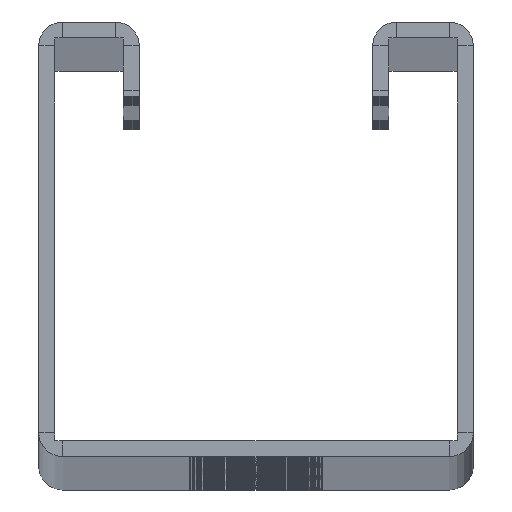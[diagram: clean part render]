
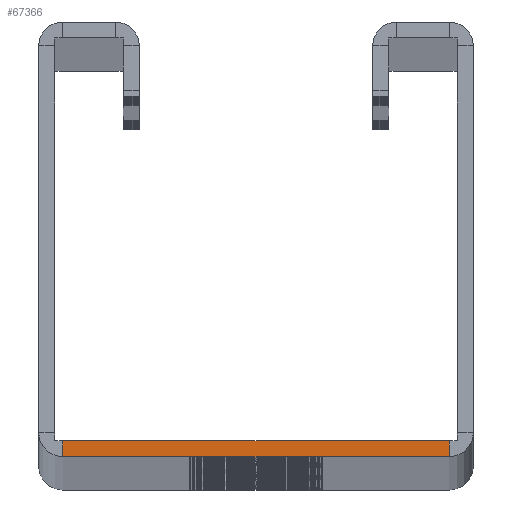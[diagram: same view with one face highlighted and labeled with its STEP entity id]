
A CAD part, top view. The second image highlights one B-rep face of the part: STEP entity #67366.
In plain terms, the highlighted planar face has unit normal (0, 0, 1).
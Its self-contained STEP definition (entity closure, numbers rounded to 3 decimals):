
#1949 = CARTESIAN_POINT ( 'NONE',  ( -18.25, 1.5, 0. ) ) ;
#3617 = PLANE ( 'NONE',  #58096 ) ;
#3733 = CARTESIAN_POINT ( 'NONE',  ( 0., 1.5, 0. ) ) ;
#6163 = VERTEX_POINT ( 'NONE', #54308 ) ;
#11107 = VECTOR ( 'NONE', #22775, 1000. ) ;
#12734 = DIRECTION ( 'NONE',  ( 0., -1., 0. ) ) ;
#13493 = VECTOR ( 'NONE', #41063, 1000. ) ;
#14433 = ORIENTED_EDGE ( 'NONE', *, *, #56410, .T. ) ;
#15737 = DIRECTION ( 'NONE',  ( 1., 0., 0. ) ) ;
#16573 = FACE_OUTER_BOUND ( 'NONE', #49445, .T. ) ;
#17121 = LINE ( 'NONE', #18554, #32984 ) ;
#17616 = DIRECTION ( 'NONE',  ( 0., -1., 0. ) ) ;
#18399 = VERTEX_POINT ( 'NONE', #38264 ) ;
#18554 = CARTESIAN_POINT ( 'NONE',  ( 18.25, 1.5, 0. ) ) ;
#20358 = LINE ( 'NONE', #1949, #36254 ) ;
#20604 = DIRECTION ( 'NONE',  ( 0., 0., 1. ) ) ;
#22775 = DIRECTION ( 'NONE',  ( -1., 0., 0. ) ) ;
#25061 = CARTESIAN_POINT ( 'NONE',  ( -13.25, 38.75, 0. ) ) ;
#31228 = CARTESIAN_POINT ( 'NONE',  ( -18.25, 0., 0. ) ) ;
#32984 = VECTOR ( 'NONE', #12734, 1000. ) ;
#36254 = VECTOR ( 'NONE', #17616, 1000. ) ;
#38223 = CARTESIAN_POINT ( 'NONE',  ( 0., 0., 0. ) ) ;
#38264 = CARTESIAN_POINT ( 'NONE',  ( 18.25, 0., 0. ) ) ;
#41063 = DIRECTION ( 'NONE',  ( -1., 0., 0. ) ) ;
#44960 = VERTEX_POINT ( 'NONE', #31228 ) ;
#48842 = CARTESIAN_POINT ( 'NONE',  ( -18.25, 1.5, 0. ) ) ;
#49348 = ORIENTED_EDGE ( 'NONE', *, *, #62149, .T. ) ;
#49445 = EDGE_LOOP ( 'NONE', ( #14433, #49348, #66453, #67851 ) ) ;
#51110 = LINE ( 'NONE', #3733, #13493 ) ;
#51716 = VERTEX_POINT ( 'NONE', #48842 ) ;
#54308 = CARTESIAN_POINT ( 'NONE',  ( 18.25, 1.5, 0. ) ) ;
#54992 = EDGE_CURVE ( 'NONE', #18399, #44960, #63673, .T. ) ;
#56410 = EDGE_CURVE ( 'NONE', #6163, #51716, #51110, .T. ) ;
#58096 = AXIS2_PLACEMENT_3D ( 'NONE', #25061, #20604, #15737 ) ;
#62149 = EDGE_CURVE ( 'NONE', #51716, #44960, #20358, .T. ) ;
#63673 = LINE ( 'NONE', #38223, #11107 ) ;
#66453 = ORIENTED_EDGE ( 'NONE', *, *, #54992, .F. ) ;
#67366 = ADVANCED_FACE ( 'NONE', ( #16573 ), #3617, .T. ) ;
#67851 = ORIENTED_EDGE ( 'NONE', *, *, #68868, .F. ) ;
#68868 = EDGE_CURVE ( 'NONE', #6163, #18399, #17121, .T. ) ;
